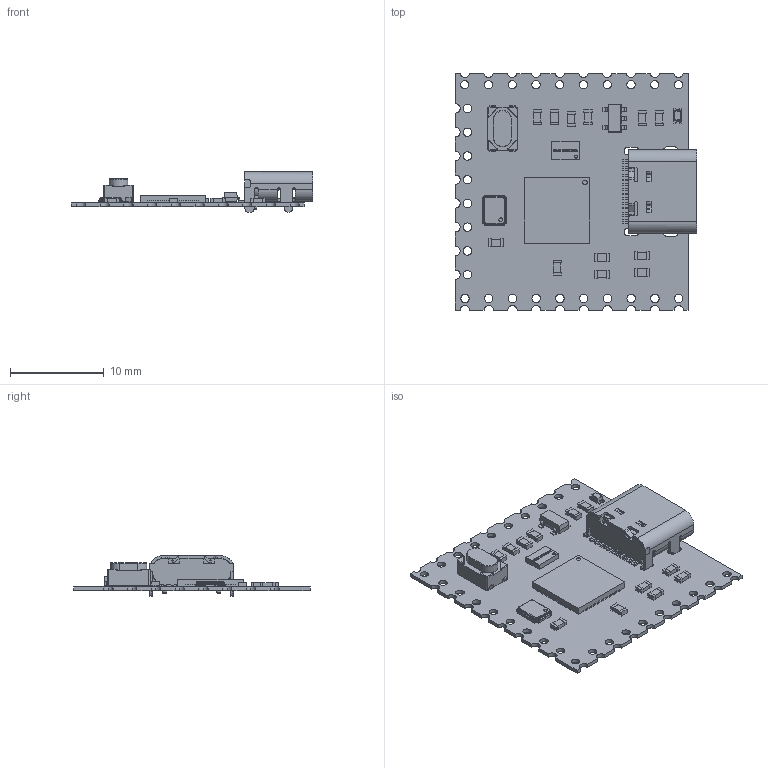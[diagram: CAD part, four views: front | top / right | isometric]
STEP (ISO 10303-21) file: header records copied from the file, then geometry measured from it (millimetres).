
FILE_DESCRIPTION(('Open CASCADE Model'),'2;1');
FILE_NAME('Open CASCADE Shape Model','2023-04-28T10:41:08',('Author'),( 'Open CASCADE'),'Open CASCADE STEP processor 7.5','Open CASCADE 7.5' ,'Unknown');
FILE_SCHEMA(('AUTOMOTIVE_DESIGN { 1 0 10303 214 1 1 1 1 }'));
Length unit declared in the file: millimetre
Products named in the file (46): PCB; Board; Open CASCADE STEP translator 7.5 2.1.1; R7; SW3DPS-RESISTOR 0603-DEFAULT; L1; User Library-LED_0603_R; User Library-LED_0603_R_Pocket002; User Library-LED_0603_R_Pad004; User Library-LED_0603_R_Fillet; User Library-LED_0603_R_Pocket001; User Library-LED_0603_R_Pad; U1; User Library-QFN56_0_4; X1; User Library-3225-1; USB1; TYPE-C-31-M-12--3DModel-STEP-56544; TYPE-C-31-M-12; U3; CircuitWorks-SOT-23-5; U2; User Library-W25X05CLUXIG; Part_496; Part_525; Part_553; Part_581; Part_609; Part_637; Part_665; Part_740; Part_739; Part_18370; SW1; SKRPACE010 v4; R6; R5; R4; R3; R2 ...
Assembly tree (56 placements, depth 4):
  PCB
    Board
      Open CASCADE STEP translator 7.5 2.1.1
    R7
      SW3DPS-RESISTOR 0603-DEFAULT
    L1
      User Library-LED_0603_R
        User Library-LED_0603_R_Pocket002
        User Library-LED_0603_R_Pad004
        User Library-LED_0603_R_Fillet
        User Library-LED_0603_R_Pocket001
        User Library-LED_0603_R_Pad
    U1
      User Library-QFN56_0_4
    X1
      User Library-3225-1
    USB1
      TYPE-C-31-M-12--3DModel-STEP-56544
        TYPE-C-31-M-12
    U3
      CircuitWorks-SOT-23-5
    U2
      User Library-W25X05CLUXIG
        Part_496
        Part_525
        Part_553
        Part_581
        Part_609
        Part_637
        Part_665
        Part_740
        Part_739
        Part_18370
    SW1
      SKRPACE010 v4
    R6
      SW3DPS-RESISTOR 0603-DEFAULT
    R5
      SW3DPS-RESISTOR 0603-DEFAULT
    R4
      SW3DPS-RESISTOR 0603-DEFAULT
    R3
      SW3DPS-RESISTOR 0603-DEFAULT
    R2
      SW3DPS-RESISTOR 0603-DEFAULT
    R1
      SW3DPS-RESISTOR 0603-DEFAULT
    C5
      SW3DPS-RESISTOR 0603-DEFAULT
    C4
      SW3DPS-RESISTOR 0603-DEFAULT
    C3
      SW3DPS-RESISTOR 0603-DEFAULT
    C2
      SW3DPS-RESISTOR 0603-DEFAULT
    C1
      SW3DPS-RESISTOR 0603-DEFAULT
Bounding box: 25.85 x 25.29 x 4.3 mm (x, y, z)
Volume: 448.1 mm3; surface area: 2138.3 mm2
Topology: 78 solids, 79 shells, 2201 faces, 5732 edges, 3744 vertices
Faces by surface type: plane 1587, cylinder 423, bspline 165, cone 20, torus 6
Full cylindrical faces by diameter (mm): 0.75 x2, 0.9 x28
Entity records: 69339 total; most frequent: CARTESIAN_POINT 14235, ORIENTED_EDGE 10662, DIRECTION 9602, EDGE_CURVE 5332, LINE 4124, VECTOR 4124, VERTEX_POINT 3480, AXIS2_PLACEMENT_3D 2739
